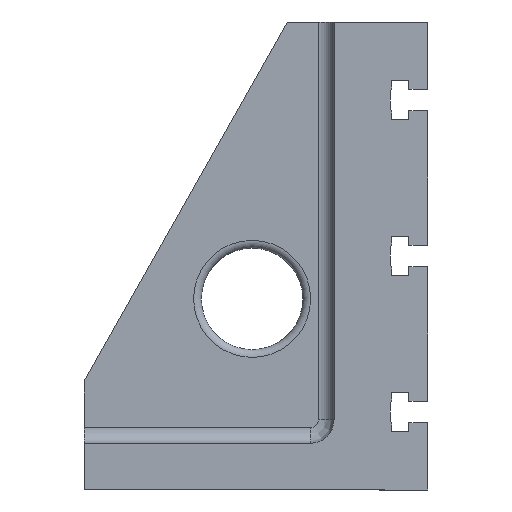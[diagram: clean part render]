
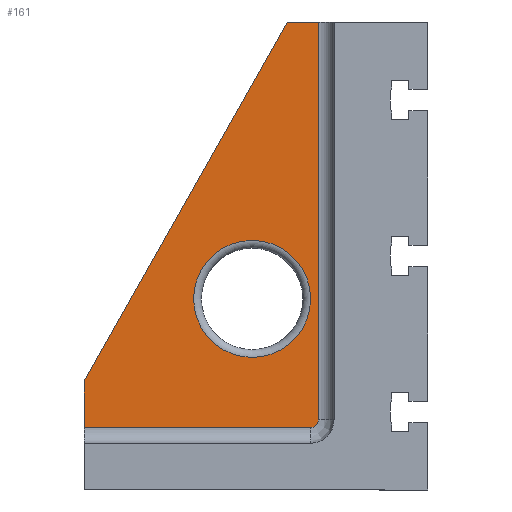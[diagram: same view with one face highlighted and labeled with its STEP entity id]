
A CAD part, left-side view. The second image highlights one B-rep face of the part: STEP entity #161.
In plain terms, the highlighted planar face has unit normal (-1, 0, 0).
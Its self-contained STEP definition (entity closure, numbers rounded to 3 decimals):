
#161 = ADVANCED_FACE( '', ( #519, #520 ), #521, .T. );
#519 = FACE_BOUND( '', #1120, .T. );
#520 = FACE_OUTER_BOUND( '', #1121, .T. );
#521 = PLANE( '', #1122 );
#1120 = EDGE_LOOP( '', ( #2432 ) );
#1121 = EDGE_LOOP( '', ( #2433, #2434, #2435, #2436, #2437, #2438 ) );
#1122 = AXIS2_PLACEMENT_3D( '', #2439, #2440, #2441 );
#2432 = ORIENTED_EDGE( '', *, *, #4040, .T. );
#2433 = ORIENTED_EDGE( '', *, *, #4039, .T. );
#2434 = ORIENTED_EDGE( '', *, *, #4041, .T. );
#2435 = ORIENTED_EDGE( '', *, *, #3623, .F. );
#2436 = ORIENTED_EDGE( '', *, *, #4042, .F. );
#2437 = ORIENTED_EDGE( '', *, *, #4024, .F. );
#2438 = ORIENTED_EDGE( '', *, *, #4037, .T. );
#2439 = CARTESIAN_POINT( '', ( -98., 220., 300. ) );
#2440 = DIRECTION( '', ( -1., 0., 0. ) );
#2441 = DIRECTION( '', ( 0., -1., 0. ) );
#3623 = EDGE_CURVE( '', #4314, #4316, #4317, .T. );
#4024 = EDGE_CURVE( '', #5018, #5020, #5021, .T. );
#4037 = EDGE_CURVE( '', #5018, #5040, #5042, .F. );
#4039 = EDGE_CURVE( '', #5040, #5043, #5045, .T. );
#4040 = EDGE_CURVE( '', #5046, #5046, #5047, .F. );
#4041 = EDGE_CURVE( '', #5043, #4316, #5048, .F. );
#4042 = EDGE_CURVE( '', #5020, #4314, #5049, .T. );
#4314 = VERTEX_POINT( '', #5448 );
#4316 = VERTEX_POINT( '', #5451 );
#4317 = LINE( '', #5452, #5453 );
#5018 = VERTEX_POINT( '', #6534 );
#5020 = VERTEX_POINT( '', #6536 );
#5021 = LINE( '', #6537, #6538 );
#5040 = VERTEX_POINT( '', #6563 );
#5042 = LINE( '', #6565, #6566 );
#5043 = VERTEX_POINT( '', #6567 );
#5045 = CIRCLE( '', #6569, 5. );
#5046 = VERTEX_POINT( '', #6570 );
#5047 = CIRCLE( '', #6571, 37.5 );
#5048 = LINE( '', #6572, #6573 );
#5049 = LINE( '', #6574, #6575 );
#5448 = CARTESIAN_POINT( '', ( -98., 90., 300. ) );
#5451 = CARTESIAN_POINT( '', ( -98., 70., 300. ) );
#5452 = CARTESIAN_POINT( '', ( -98., 90., 300. ) );
#5453 = VECTOR( '', #7108, 1000. );
#6534 = CARTESIAN_POINT( '', ( -98., 220., 40. ) );
#6536 = CARTESIAN_POINT( '', ( -98., 220., 70. ) );
#6537 = CARTESIAN_POINT( '', ( -98., 220., 30. ) );
#6538 = VECTOR( '', #7549, 1000. );
#6563 = CARTESIAN_POINT( '', ( -98., 75., 40. ) );
#6565 = CARTESIAN_POINT( '', ( -98., 220., 40. ) );
#6566 = VECTOR( '', #7574, 1000. );
#6567 = CARTESIAN_POINT( '', ( -98., 70., 45. ) );
#6569 = AXIS2_PLACEMENT_3D( '', #7578, #7579, #7580 );
#6570 = CARTESIAN_POINT( '', ( -98., 75., 122.5 ) );
#6571 = AXIS2_PLACEMENT_3D( '', #7581, #7582, #7583 );
#6572 = CARTESIAN_POINT( '', ( -98., 70., 300. ) );
#6573 = VECTOR( '', #7584, 1000. );
#6574 = CARTESIAN_POINT( '', ( -98., 220., 70. ) );
#6575 = VECTOR( '', #7585, 1000. );
#7108 = DIRECTION( '', ( 0., -1., 0. ) );
#7549 = DIRECTION( '', ( 0., 0., 1. ) );
#7574 = DIRECTION( '', ( 0., 1., 0. ) );
#7578 = CARTESIAN_POINT( '', ( -98., 75., 45. ) );
#7579 = DIRECTION( '', ( -1., 0., 0. ) );
#7580 = DIRECTION( '', ( 0., -1., 0. ) );
#7581 = CARTESIAN_POINT( '', ( -98., 112.5, 122.5 ) );
#7582 = DIRECTION( '', ( -1., 0., 0. ) );
#7583 = DIRECTION( '', ( 0., -1., 0. ) );
#7584 = DIRECTION( '', ( 0., 0., -1. ) );
#7585 = DIRECTION( '', ( 0., -0.492, 0.871 ) );
